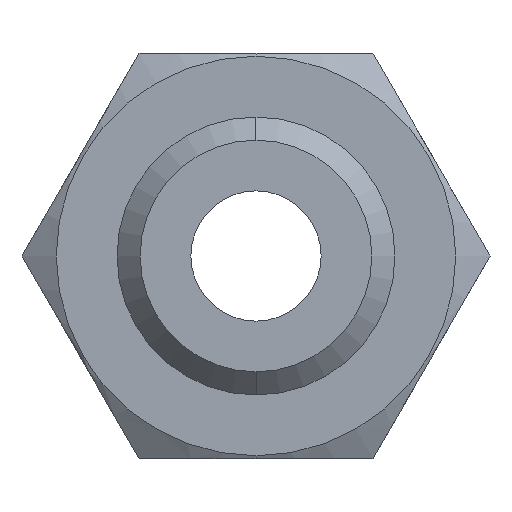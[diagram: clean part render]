
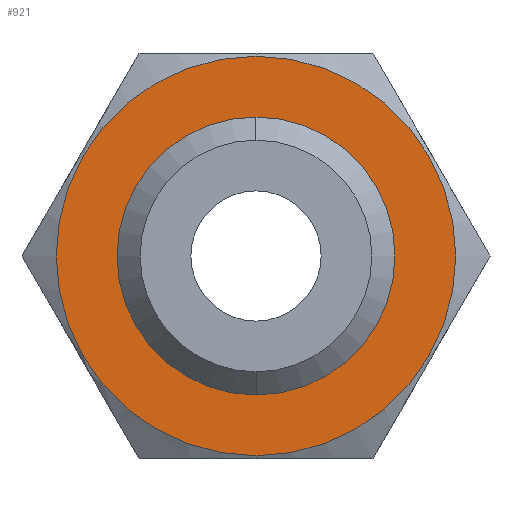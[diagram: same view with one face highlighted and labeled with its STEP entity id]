
A CAD part, front view. The second image highlights one B-rep face of the part: STEP entity #921.
In plain terms, the highlighted planar face has unit normal (0, -1, 0).
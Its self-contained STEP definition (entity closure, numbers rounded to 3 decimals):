
#26 = VERTEX_POINT ( 'NONE', #1021 ) ;
#52 = FACE_OUTER_BOUND ( 'NONE', #166, .T. ) ;
#65 = VERTEX_POINT ( 'NONE', #1058 ) ;
#125 = VERTEX_POINT ( 'NONE', #1062 ) ;
#136 = VERTEX_POINT ( 'NONE', #1066 ) ;
#142 = FACE_BOUND ( 'NONE', #193, .T. ) ;
#166 = EDGE_LOOP ( 'NONE', ( #1234, #1236 ) ) ;
#193 = EDGE_LOOP ( 'NONE', ( #1262, #1250 ) ) ;
#225 = AXIS2_PLACEMENT_3D ( 'NONE', #1502, #1501, #1500 ) ;
#232 = AXIS2_PLACEMENT_3D ( 'NONE', #1482, #1481, #1480 ) ;
#251 = CIRCLE ( 'NONE', #225, 4.8 ) ;
#270 = AXIS2_PLACEMENT_3D ( 'NONE', #1478, #1477, #1476 ) ;
#272 = CIRCLE ( 'NONE', #279, 4.8 ) ;
#275 = CIRCLE ( 'NONE', #232, 6.9 ) ;
#279 = AXIS2_PLACEMENT_3D ( 'NONE', #757, #755, #754 ) ;
#344 = DIRECTION ( 'NONE',  ( 0., 0., -1. ) ) ;
#345 = DIRECTION ( 'NONE',  ( 0., -1., 0. ) ) ;
#346 = CARTESIAN_POINT ( 'NONE',  ( 0., 8., 0. ) ) ;
#754 = DIRECTION ( 'NONE',  ( 0., 0., -1. ) ) ;
#755 = DIRECTION ( 'NONE',  ( 0., -1., 0. ) ) ;
#757 = CARTESIAN_POINT ( 'NONE',  ( 0., 8., 0. ) ) ;
#917 = EDGE_CURVE ( 'NONE', #65, #125, #251, .T. ) ;
#920 = EDGE_CURVE ( 'NONE', #26, #136, #275, .T. ) ;
#921 = ADVANCED_FACE ( 'NONE', ( #52, #142 ), #1479, .T. ) ;
#969 = EDGE_CURVE ( 'NONE', #125, #65, #272, .T. ) ;
#1021 = CARTESIAN_POINT ( 'NONE',  ( 0., 8., 6.9 ) ) ;
#1058 = CARTESIAN_POINT ( 'NONE',  ( 0., 8., -4.8 ) ) ;
#1062 = CARTESIAN_POINT ( 'NONE',  ( 0., 8., 4.8 ) ) ;
#1066 = CARTESIAN_POINT ( 'NONE',  ( 0., 8., -6.9 ) ) ;
#1234 = ORIENTED_EDGE ( 'NONE', *, *, #1586, .T. ) ;
#1236 = ORIENTED_EDGE ( 'NONE', *, *, #920, .T. ) ;
#1250 = ORIENTED_EDGE ( 'NONE', *, *, #969, .F. ) ;
#1262 = ORIENTED_EDGE ( 'NONE', *, *, #917, .F. ) ;
#1385 = CIRCLE ( 'NONE', #1410, 6.9 ) ;
#1410 = AXIS2_PLACEMENT_3D ( 'NONE', #346, #345, #344 ) ;
#1476 = DIRECTION ( 'NONE',  ( 0., 0., -1. ) ) ;
#1477 = DIRECTION ( 'NONE',  ( 0., -1., 0. ) ) ;
#1478 = CARTESIAN_POINT ( 'NONE',  ( 6.9, 8., 0. ) ) ;
#1479 = PLANE ( 'NONE',  #270 ) ;
#1480 = DIRECTION ( 'NONE',  ( 0., 0., -1. ) ) ;
#1481 = DIRECTION ( 'NONE',  ( 0., -1., 0. ) ) ;
#1482 = CARTESIAN_POINT ( 'NONE',  ( 0., 8., 0. ) ) ;
#1500 = DIRECTION ( 'NONE',  ( 0., 0., -1. ) ) ;
#1501 = DIRECTION ( 'NONE',  ( 0., -1., 0. ) ) ;
#1502 = CARTESIAN_POINT ( 'NONE',  ( 0., 8., 0. ) ) ;
#1586 = EDGE_CURVE ( 'NONE', #136, #26, #1385, .T. ) ;
